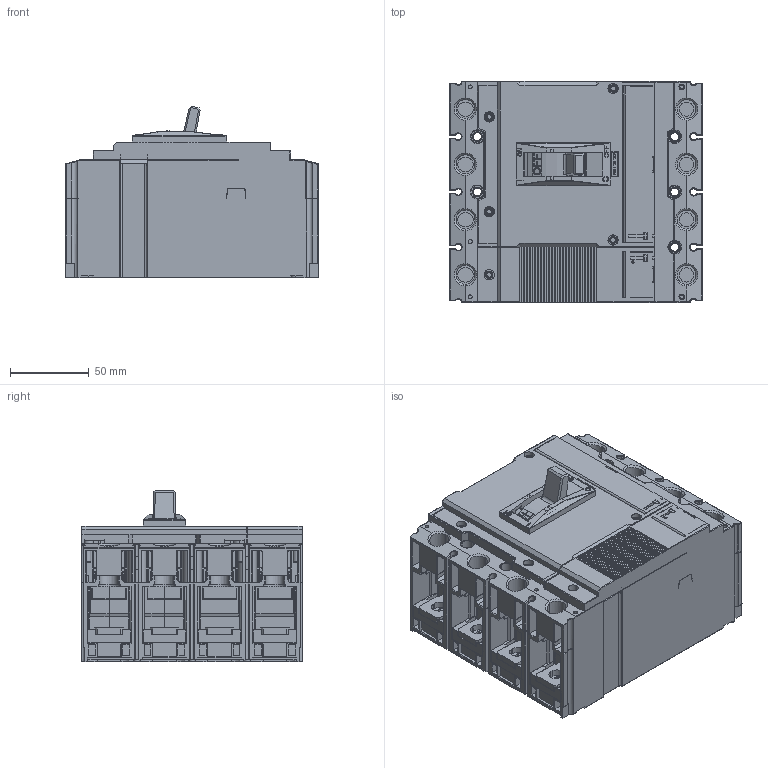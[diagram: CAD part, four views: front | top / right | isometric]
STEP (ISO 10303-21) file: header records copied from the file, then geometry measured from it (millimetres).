
FILE_DESCRIPTION(/* description */ (''),/* implementation_level */ '2;1');
FILE_NAME(/* name */ 'FILE_STP_CAD_DRAWING_3D_P5ME4PS0160-250_prt.stp',/* time_stamp */ '2025-07-28T15:47:19+02:00',/* author */ (''),/* organization */ (''),/* preprocessor_version */ 'ST-DEVELOPER v20',/* originating_system */ 'SIEMENS PLM Software NX2406.8500',/* authorisation */ '');
FILE_SCHEMA (('AUTOMOTIVE_DESIGN { 1 0 10303 214 3 1 1 1 }'));
Products named in the file (1): 3D_P5ME4PS0160-250
Bounding box: 160 x 140 x 108.86 mm (x, y, z)
Surface area: 209979.2 mm2 (no closed solid volume)
Topology: 0 solids, 91 shells, 2617 faces, 11369 edges, 8639 vertices
Faces by surface type: plane 1406, cylinder 893, torus 135, bspline 64, cone 61, sphere 58
Entity records: 123290 total; most frequent: CARTESIAN_POINT 32237, DIRECTION 18052, ORIENTED_EDGE 16823, EDGE_CURVE 11361, VERTEX_POINT 8638, LINE 7960, VECTOR 7960, AXIS2_PLACEMENT_3D 5046
